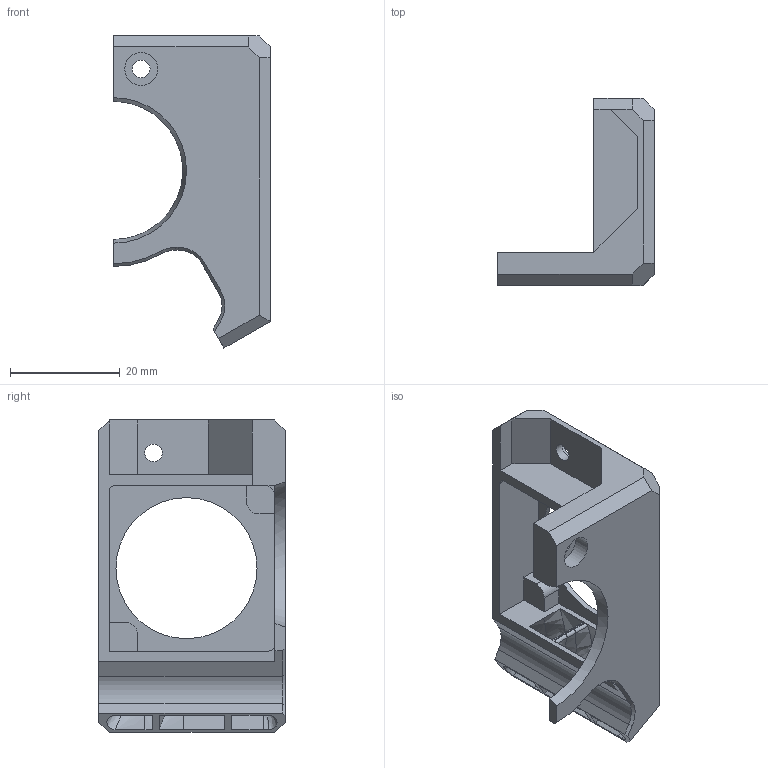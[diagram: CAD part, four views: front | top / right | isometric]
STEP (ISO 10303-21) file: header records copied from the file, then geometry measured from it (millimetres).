
FILE_DESCRIPTION(/* description */ (''),/* implementation_level */ '2;1');
FILE_NAME(/* name */ 'Right Blower Mosquito.step',/* time_stamp */ '2022-04-25T08:15:00-04:00',/* author */ (''),/* organization */ (''),/* preprocessor_version */ 'ST-DEVELOPER v18.1',/* originating_system */ 'Autodesk Translation Framework v10.14.0.1471',/* authorisation */ '');
FILE_SCHEMA (('AUTOMOTIVE_DESIGN { 1 0 10303 214 3 1 1 }'));
Length unit declared in the file: millimetre
Products named in the file (1): Right Blower Chamfer
Bounding box: 28.5 x 34 x 56.86 mm (x, y, z)
Volume: 8054 mm3; surface area: 7892.4 mm2
Topology: 1 solids, 1 shells, 88 faces, 259 edges, 175 vertices
Faces by surface type: plane 46, bspline 23, cylinder 14, cone 5
Full cylindrical faces by diameter (mm): 3.2 x2, 6 x2, 25.7 x1
Entity records: 4484 total; most frequent: CARTESIAN_POINT 2261, ORIENTED_EDGE 524, DIRECTION 345, EDGE_CURVE 262, VERTEX_POINT 179, LINE 141, VECTOR 141, EDGE_LOOP 103
